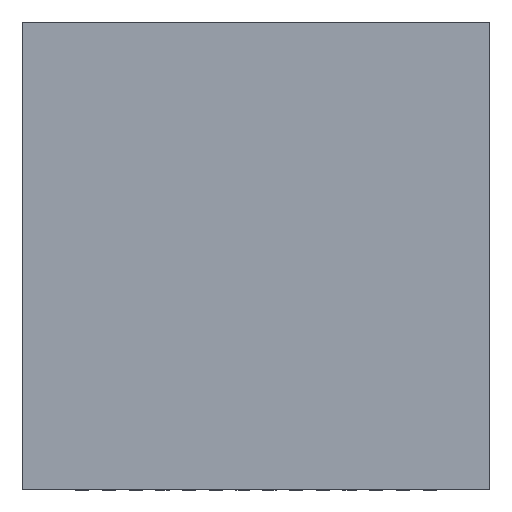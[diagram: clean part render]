
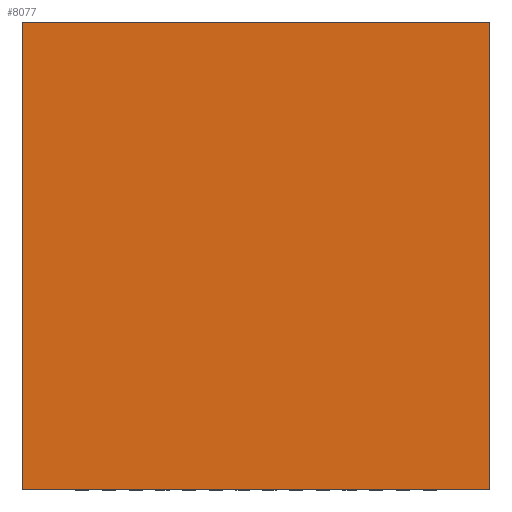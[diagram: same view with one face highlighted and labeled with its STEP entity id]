
A CAD part, top view. The second image highlights one B-rep face of the part: STEP entity #8077.
In plain terms, the highlighted face is planar.
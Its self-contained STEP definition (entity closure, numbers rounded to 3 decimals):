
#3747=DIRECTION('',(0.,0.,1.));
#3748=VECTOR('',#3747,7.);
#3749=CARTESIAN_POINT('',(-3.5,0.975,-3.5));
#3750=LINE('',#3749,#3748);
#3754=DIRECTION('',(-1.,0.,0.));
#3755=VECTOR('',#3754,7.);
#3756=CARTESIAN_POINT('',(3.5,0.975,-3.5));
#3757=LINE('',#3756,#3755);
#3761=DIRECTION('',(0.,0.,-1.));
#3762=VECTOR('',#3761,7.);
#3763=CARTESIAN_POINT('',(3.5,0.975,3.5));
#3764=LINE('',#3763,#3762);
#3768=DIRECTION('',(1.,0.,0.));
#3769=VECTOR('',#3768,7.);
#3770=CARTESIAN_POINT('',(-3.5,0.975,3.5));
#3771=LINE('',#3770,#3769);
#5371=CARTESIAN_POINT('',(-3.5,0.975,-3.5));
#5372=CARTESIAN_POINT('',(-3.5,0.975,3.5));
#5373=VERTEX_POINT('',#5371);
#5374=VERTEX_POINT('',#5372);
#5375=CARTESIAN_POINT('',(3.5,0.975,3.5));
#5376=VERTEX_POINT('',#5375);
#5377=CARTESIAN_POINT('',(3.5,0.975,-3.5));
#5378=VERTEX_POINT('',#5377);
#8064=CARTESIAN_POINT('',(0.,0.975,0.));
#8065=DIRECTION('',(0.,1.,0.));
#8066=DIRECTION('',(1.,0.,0.));
#8067=AXIS2_PLACEMENT_3D('',#8064,#8065,#8066);
#8068=PLANE('',#8067);
#8069=ORIENTED_EDGE('',*,*,#7938,.F.);
#8070=ORIENTED_EDGE('',*,*,#6966,.F.);
#8072=ORIENTED_EDGE('',*,*,#8071,.F.);
#8074=ORIENTED_EDGE('',*,*,#8073,.F.);
#8075=EDGE_LOOP('',(#8069,#8070,#8072,#8074));
#8076=FACE_OUTER_BOUND('',#8075,.F.);
#6966=EDGE_CURVE('',#5378,#5373,#3757,.T.);
#7938=EDGE_CURVE('',#5373,#5374,#3750,.T.);
#8071=EDGE_CURVE('',#5376,#5378,#3764,.T.);
#8073=EDGE_CURVE('',#5374,#5376,#3771,.T.);
#8077=ADVANCED_FACE('',(#8076),#8068,.T.);
